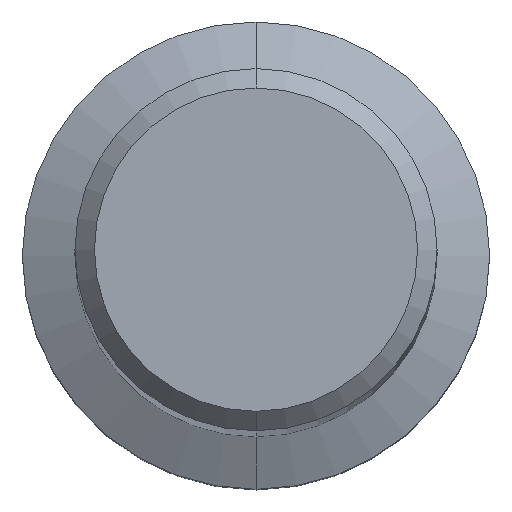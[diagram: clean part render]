
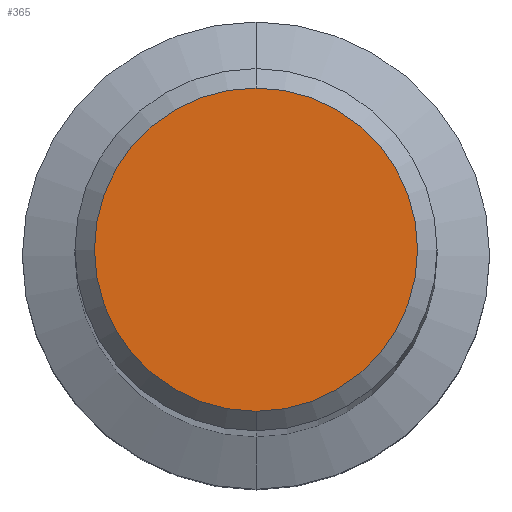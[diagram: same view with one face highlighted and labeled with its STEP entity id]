
A CAD part, top view. The second image highlights one B-rep face of the part: STEP entity #365.
In plain terms, the highlighted planar face has unit normal (0, 0, 1).
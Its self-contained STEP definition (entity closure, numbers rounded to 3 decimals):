
#275=VERTEX_POINT('',#636);
#323=EDGE_CURVE('',#275,#395,#689,.T.);
#365=ADVANCED_FACE('',(#736),#737,.T.);
#395=VERTEX_POINT('',#772);
#515=EDGE_CURVE('',#395,#275,#904,.T.);
#636=CARTESIAN_POINT('',(0.0,4.15,0.0));
#689=CIRCLE('',#1223,4.15);
#736=FACE_OUTER_BOUND('',#1293,.T.);
#737=PLANE('',#1294);
#772=CARTESIAN_POINT('',(0.,-4.15,0.0));
#904=CIRCLE('',#1618,4.15);
#1223=AXIS2_PLACEMENT_3D('',#1789,#1790,#1791);
#1293=EDGE_LOOP('',(#1845,#1846));
#1294=AXIS2_PLACEMENT_3D('',#1847,#1848,#1849);
#1618=AXIS2_PLACEMENT_3D('',#2050,#2051,#2052);
#1789=CARTESIAN_POINT('',(0.0,0.0,0.0));
#1790=DIRECTION('',(0.0,0.0,-1.0));
#1791=DIRECTION('',(0.0,1.0,0.0));
#1845=ORIENTED_EDGE('',*,*,#323,.F.);
#1846=ORIENTED_EDGE('',*,*,#515,.F.);
#1847=CARTESIAN_POINT('',(0.0,2.075,0.0));
#1848=DIRECTION('',(-0.0,0.0,1.0));
#1849=DIRECTION('',(0.0,-1.0,0.0));
#2050=CARTESIAN_POINT('',(0.0,0.0,0.0));
#2051=DIRECTION('',(0.0,0.0,-1.0));
#2052=DIRECTION('',(0.0,1.0,0.0));
